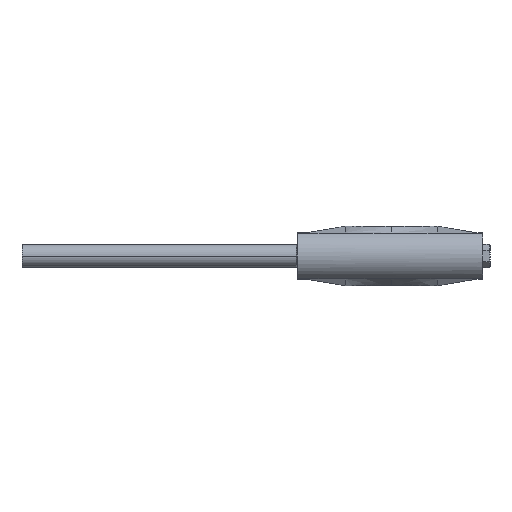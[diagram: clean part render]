
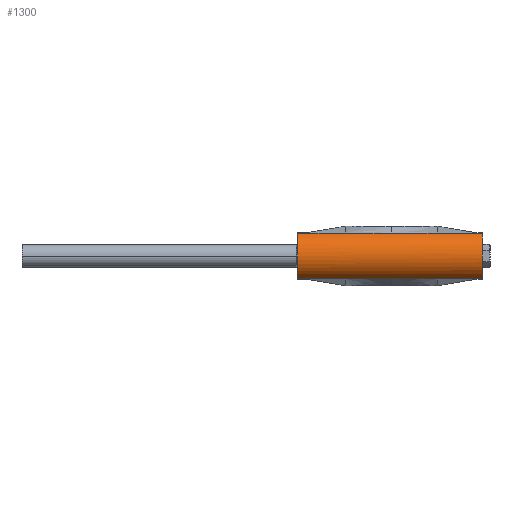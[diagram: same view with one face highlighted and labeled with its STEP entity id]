
A CAD part, left-side view. The second image highlights one B-rep face of the part: STEP entity #1300.
In plain terms, the highlighted cylindrical face has radius 14.224 mm (diameter 28.448 mm), a partial arc.
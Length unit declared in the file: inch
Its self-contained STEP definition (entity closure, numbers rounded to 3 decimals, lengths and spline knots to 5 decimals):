
#11 = B_SPLINE_CURVE_WITH_KNOTS ( 'NONE', 3,
 ( #969, #1197, #296, #1208 ),
 .UNSPECIFIED., .F., .F.,
 ( 4, 4 ),
 ( 0., 0.57401 ),
 .UNSPECIFIED. ) ;
#12 = CARTESIAN_POINT ( 'NONE',  ( -1.677, 2.982, 0. ) ) ;
#18 = CARTESIAN_POINT ( 'NONE',  ( -1.92919, -0.062, -0.5 ) ) ;
#28 = CARTESIAN_POINT ( 'NONE',  ( -1.677, 2.982, 0. ) ) ;
#51 = DIRECTION ( 'NONE',  ( 0., 1., 0. ) ) ;
#81 = EDGE_LOOP ( 'NONE', ( #2616, #2788, #2835, #314, #2683, #2476, #1451, #1041, #2114, #2386, #2115, #518, #1722 ) ) ;
#99 = CARTESIAN_POINT ( 'NONE',  ( -1.92919, 0.938, -0.5 ) ) ;
#104 = CARTESIAN_POINT ( 'NONE',  ( -1.92919, 2.938, -0.5 ) ) ;
#119 = VERTEX_POINT ( 'NONE', #1389 ) ;
#125 = CARTESIAN_POINT ( 'NONE',  ( -1.92919, 1.60467, 0.5 ) ) ;
#126 = VERTEX_POINT ( 'NONE', #2072 ) ;
#135 = B_SPLINE_CURVE_WITH_KNOTS ( 'NONE', 3,
 ( #99, #1843, #2519, #2312 ),
 .UNSPECIFIED., .F., .F.,
 ( 4, 4 ),
 ( 0., 0.57401 ),
 .UNSPECIFIED. ) ;
#175 = CARTESIAN_POINT ( 'NONE',  ( -1.92919, 0.60467, 0.5 ) ) ;
#224 = EDGE_CURVE ( 'NONE', #126, #2718, #364, .T. ) ;
#226 = DIRECTION ( 'NONE',  ( 0., -1., 0. ) ) ;
#244 = DIRECTION ( 'NONE',  ( -1., 0., 0. ) ) ;
#275 = EDGE_CURVE ( 'NONE', #2438, #574, #446, .T. ) ;
#296 = CARTESIAN_POINT ( 'NONE',  ( -1.92919, 1.32067, -0.5 ) ) ;
#314 = ORIENTED_EDGE ( 'NONE', *, *, #224, .T. ) ;
#325 = EDGE_CURVE ( 'NONE', #366, #2265, #2716, .T. ) ;
#341 = B_SPLINE_CURVE_WITH_KNOTS ( 'NONE', 3,
 ( #1952, #175, #2173, #835 ),
 .UNSPECIFIED., .F., .F.,
 ( 4, 4 ),
 ( 0., 1. ),
 .UNSPECIFIED. ) ;
#364 = LINE ( 'NONE', #1669, #2609 ) ;
#365 = LINE ( 'NONE', #104, #1539 ) ;
#366 = VERTEX_POINT ( 'NONE', #1846 ) ;
#389 = CARTESIAN_POINT ( 'NONE',  ( -1.677, -1.062, 0. ) ) ;
#409 = AXIS2_PLACEMENT_3D ( 'NONE', #389, #1266, #2603 ) ;
#446 = LINE ( 'NONE', #559, #2823 ) ;
#518 = ORIENTED_EDGE ( 'NONE', *, *, #741, .F. ) ;
#559 = CARTESIAN_POINT ( 'NONE',  ( -1.92919, 2.938, 0.5 ) ) ;
#567 = EDGE_CURVE ( 'NONE', #119, #644, #135, .T. ) ;
#574 = VERTEX_POINT ( 'NONE', #1211 ) ;
#604 = DIRECTION ( 'NONE',  ( 0., 1., 0. ) ) ;
#644 = VERTEX_POINT ( 'NONE', #788 ) ;
#645 = EDGE_CURVE ( 'NONE', #714, #574, #2611, .T. ) ;
#670 = DIRECTION ( 'NONE',  ( 0., -1., 0. ) ) ;
#714 = VERTEX_POINT ( 'NONE', #1727 ) ;
#741 = EDGE_CURVE ( 'NONE', #714, #2503, #341, .T. ) ;
#758 = CARTESIAN_POINT ( 'NONE',  ( -1.92919, -1.046, 0.5 ) ) ;
#787 = CARTESIAN_POINT ( 'NONE',  ( -1.92919, -1.062, -0.5 ) ) ;
#788 = CARTESIAN_POINT ( 'NONE',  ( -1.92919, 0.36399, -0.5 ) ) ;
#810 = CARTESIAN_POINT ( 'NONE',  ( -1.677, -1.046, 0. ) ) ;
#835 = CARTESIAN_POINT ( 'NONE',  ( -1.92919, -0.062, 0.5 ) ) ;
#894 = DIRECTION ( 'NONE',  ( -1., 0., 0. ) ) ;
#969 = CARTESIAN_POINT ( 'NONE',  ( -1.92919, 0.938, -0.5 ) ) ;
#1004 = CARTESIAN_POINT ( 'NONE',  ( -1.92919, 2.982, 0.5 ) ) ;
#1008 = LINE ( 'NONE', #1358, #1658 ) ;
#1012 = EDGE_CURVE ( 'NONE', #2438, #1124, #1724, .T. ) ;
#1036 = DIRECTION ( 'NONE',  ( 0., 0., -1. ) ) ;
#1041 = ORIENTED_EDGE ( 'NONE', *, *, #2719, .F. ) ;
#1121 = DIRECTION ( 'NONE',  ( 0., 1., 0. ) ) ;
#1124 = VERTEX_POINT ( 'NONE', #1811 ) ;
#1171 = VECTOR ( 'NONE', #604, 39.37008 ) ;
#1197 = CARTESIAN_POINT ( 'NONE',  ( -1.92919, 1.12934, -0.5 ) ) ;
#1208 = CARTESIAN_POINT ( 'NONE',  ( -1.92919, 1.51201, -0.5 ) ) ;
#1211 = CARTESIAN_POINT ( 'NONE',  ( -1.92919, 1.938, 0.5 ) ) ;
#1266 = DIRECTION ( 'NONE',  ( 0., 1., 0. ) ) ;
#1300 = ADVANCED_FACE ( 'NONE', ( #1649 ), #2070, .T. ) ;
#1317 = AXIS2_PLACEMENT_3D ( 'NONE', #12, #226, #244 ) ;
#1358 = CARTESIAN_POINT ( 'NONE',  ( -1.92919, -1.062, -0.5 ) ) ;
#1389 = CARTESIAN_POINT ( 'NONE',  ( -1.92919, 0.938, -0.5 ) ) ;
#1392 = VECTOR ( 'NONE', #1121, 39.37008 ) ;
#1443 = CARTESIAN_POINT ( 'NONE',  ( -1.92919, 1.938, -0.5 ) ) ;
#1451 = ORIENTED_EDGE ( 'NONE', *, *, #567, .T. ) ;
#1539 = VECTOR ( 'NONE', #1852, 39.37008 ) ;
#1593 = AXIS2_PLACEMENT_3D ( 'NONE', #28, #670, #894 ) ;
#1597 = LINE ( 'NONE', #2708, #1392 ) ;
#1632 = AXIS2_PLACEMENT_3D ( 'NONE', #810, #2174, #1036 ) ;
#1649 = FACE_OUTER_BOUND ( 'NONE', #81, .T. ) ;
#1658 = VECTOR ( 'NONE', #51, 39.37008 ) ;
#1669 = CARTESIAN_POINT ( 'NONE',  ( -1.92919, 2.938, -0.5 ) ) ;
#1722 = ORIENTED_EDGE ( 'NONE', *, *, #645, .T. ) ;
#1724 = CIRCLE ( 'NONE', #1593, 0.56 ) ;
#1727 = CARTESIAN_POINT ( 'NONE',  ( -1.92919, 0.938, 0.5 ) ) ;
#1776 = EDGE_CURVE ( 'NONE', #2718, #2393, #365, .T. ) ;
#1811 = CARTESIAN_POINT ( 'NONE',  ( -2.237, 2.982, 0. ) ) ;
#1843 = CARTESIAN_POINT ( 'NONE',  ( -1.92919, 0.74666, -0.5 ) ) ;
#1846 = CARTESIAN_POINT ( 'NONE',  ( -1.92919, -1.046, -0.5 ) ) ;
#1852 = DIRECTION ( 'NONE',  ( 0., -1., 0. ) ) ;
#1892 = CARTESIAN_POINT ( 'NONE',  ( -1.92919, 1.51201, -0.5 ) ) ;
#1952 = CARTESIAN_POINT ( 'NONE',  ( -1.92919, 0.938, 0.5 ) ) ;
#1973 = EDGE_CURVE ( 'NONE', #1124, #126, #2299, .T. ) ;
#2070 = CYLINDRICAL_SURFACE ( 'NONE', #409, 0.56 ) ;
#2072 = CARTESIAN_POINT ( 'NONE',  ( -1.92919, 2.982, -0.5 ) ) ;
#2114 = ORIENTED_EDGE ( 'NONE', *, *, #2511, .F. ) ;
#2115 = ORIENTED_EDGE ( 'NONE', *, *, #2818, .T. ) ;
#2126 = DIRECTION ( 'NONE',  ( 0., -1., 0. ) ) ;
#2173 = CARTESIAN_POINT ( 'NONE',  ( -1.92919, 0.27133, 0.5 ) ) ;
#2174 = DIRECTION ( 'NONE',  ( 0., 1., 0. ) ) ;
#2228 = VERTEX_POINT ( 'NONE', #18 ) ;
#2265 = VERTEX_POINT ( 'NONE', #758 ) ;
#2299 = CIRCLE ( 'NONE', #1317, 0.56 ) ;
#2312 = CARTESIAN_POINT ( 'NONE',  ( -1.92919, 0.36399, -0.5 ) ) ;
#2336 = DIRECTION ( 'NONE',  ( 0., -1., 0. ) ) ;
#2363 = CARTESIAN_POINT ( 'NONE',  ( -1.92919, 0.938, 0.5 ) ) ;
#2375 = CARTESIAN_POINT ( 'NONE',  ( -1.92919, 1.938, 0.5 ) ) ;
#2386 = ORIENTED_EDGE ( 'NONE', *, *, #325, .T. ) ;
#2393 = VERTEX_POINT ( 'NONE', #1892 ) ;
#2438 = VERTEX_POINT ( 'NONE', #1004 ) ;
#2476 = ORIENTED_EDGE ( 'NONE', *, *, #2840, .F. ) ;
#2503 = VERTEX_POINT ( 'NONE', #2777 ) ;
#2511 = EDGE_CURVE ( 'NONE', #366, #2228, #1008, .T. ) ;
#2519 = CARTESIAN_POINT ( 'NONE',  ( -1.92919, 0.55533, -0.5 ) ) ;
#2603 = DIRECTION ( 'NONE',  ( 0., 0., 1. ) ) ;
#2609 = VECTOR ( 'NONE', #2126, 39.37008 ) ;
#2611 = B_SPLINE_CURVE_WITH_KNOTS ( 'NONE', 3,
 ( #2363, #2814, #125, #2375 ),
 .UNSPECIFIED., .F., .F.,
 ( 4, 4 ),
 ( 0., 1. ),
 .UNSPECIFIED. ) ;
#2616 = ORIENTED_EDGE ( 'NONE', *, *, #275, .F. ) ;
#2646 = LINE ( 'NONE', #787, #1171 ) ;
#2683 = ORIENTED_EDGE ( 'NONE', *, *, #1776, .T. ) ;
#2708 = CARTESIAN_POINT ( 'NONE',  ( -1.92919, -1.062, 0.5 ) ) ;
#2716 = CIRCLE ( 'NONE', #1632, 0.56 ) ;
#2718 = VERTEX_POINT ( 'NONE', #1443 ) ;
#2719 = EDGE_CURVE ( 'NONE', #2228, #644, #2646, .T. ) ;
#2777 = CARTESIAN_POINT ( 'NONE',  ( -1.92919, -0.062, 0.5 ) ) ;
#2788 = ORIENTED_EDGE ( 'NONE', *, *, #1012, .T. ) ;
#2814 = CARTESIAN_POINT ( 'NONE',  ( -1.92919, 1.27133, 0.5 ) ) ;
#2818 = EDGE_CURVE ( 'NONE', #2265, #2503, #1597, .T. ) ;
#2823 = VECTOR ( 'NONE', #2336, 39.37008 ) ;
#2835 = ORIENTED_EDGE ( 'NONE', *, *, #1973, .T. ) ;
#2840 = EDGE_CURVE ( 'NONE', #119, #2393, #11, .T. ) ;
